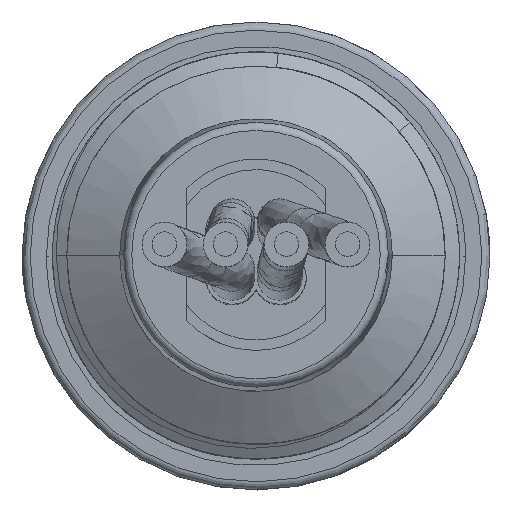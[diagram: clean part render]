
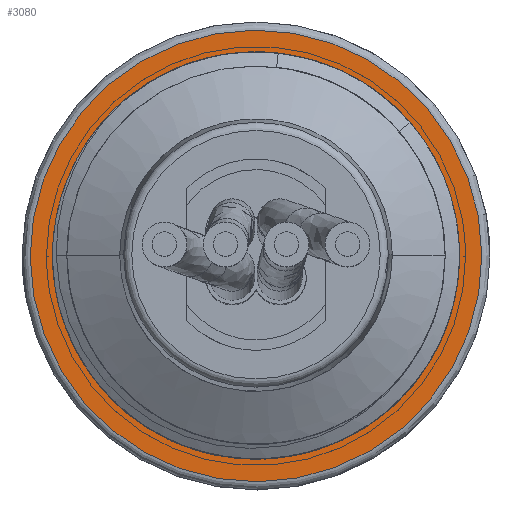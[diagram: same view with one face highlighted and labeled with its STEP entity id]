
A CAD part, top view. The second image highlights one B-rep face of the part: STEP entity #3080.
In plain terms, the highlighted planar face has unit normal (0, 0, 1).
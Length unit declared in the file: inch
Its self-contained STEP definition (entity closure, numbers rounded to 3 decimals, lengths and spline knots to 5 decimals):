
#39=FACE_BOUND('',#710,.T.);
#57=PLANE('',#3284);
#524=FACE_OUTER_BOUND('',#709,.T.);
#709=EDGE_LOOP('',(#2183));
#710=EDGE_LOOP('',(#2184,#2185));
#1154=CIRCLE('',#3276,0.2185);
#1157=CIRCLE('',#3280,0.18504);
#1159=CIRCLE('',#3283,0.18504);
#1322=VERTEX_POINT('',#6366);
#1325=VERTEX_POINT('',#6725);
#1326=VERTEX_POINT('',#6727);
#1652=EDGE_CURVE('',#1322,#1322,#1154,.T.);
#1662=EDGE_CURVE('',#1326,#1325,#1157,.T.);
#1664=EDGE_CURVE('',#1325,#1326,#1159,.T.);
#2183=ORIENTED_EDGE('',*,*,#1652,.T.);
#2184=ORIENTED_EDGE('',*,*,#1662,.T.);
#2185=ORIENTED_EDGE('',*,*,#1664,.T.);
#3080=ADVANCED_FACE('',(#524,#39),#57,.F.);
#3276=AXIS2_PLACEMENT_3D('',#6368,#3462,#3463);
#3280=AXIS2_PLACEMENT_3D('',#6728,#3472,#3473);
#3283=AXIS2_PLACEMENT_3D('',#6731,#3478,#3479);
#3284=AXIS2_PLACEMENT_3D('',#6732,#3480,#3481);
#3462=DIRECTION('center_axis',(0.,0.,
1.));
#3463=DIRECTION('ref_axis',(1.,0.,0.));
#3472=DIRECTION('center_axis',(0.,0.,
-1.));
#3473=DIRECTION('ref_axis',(-1.,0.,0.));
#3478=DIRECTION('center_axis',(0.,0.,
-1.));
#3479=DIRECTION('ref_axis',(1.,0.,0.));
#3480=DIRECTION('center_axis',(0.,0.,
-1.));
#3481=DIRECTION('ref_axis',(0.,-1.,0.));
#6366=CARTESIAN_POINT('',(-0.2185,-0.00136,-0.5));
#6368=CARTESIAN_POINT('Origin',(0.,0.,
-0.5));
#6725=CARTESIAN_POINT('',(0.18504,0.,-0.5));
#6727=CARTESIAN_POINT('',(-0.18504,0.,-0.5));
#6728=CARTESIAN_POINT('Origin',(0.,0.,
-0.5));
#6731=CARTESIAN_POINT('Origin',(0.,0.,
-0.5));
#6732=CARTESIAN_POINT('Origin',(0.,-0.22743,
-0.5));
